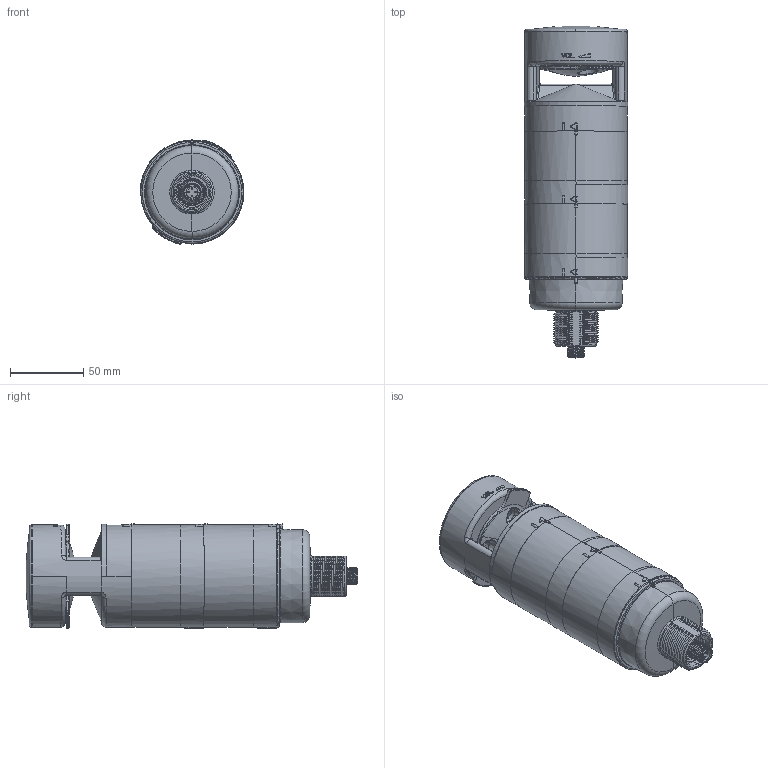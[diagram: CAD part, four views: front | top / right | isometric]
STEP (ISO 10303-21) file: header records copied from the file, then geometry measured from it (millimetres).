
FILE_DESCRIPTION((''),'2;1');
FILE_NAME('181450_ASM','2014-08-08T',('pdmadmin'),(''),'PRO/ENGINEER BY PARAMETRIC TECHNOLOGY CORPORATION, 2013230','PRO/ENGINEER BY PARAMETRIC TECHNOLOGY CORPORATION, 2013230','');
FILE_SCHEMA(('CONFIG_CONTROL_DESIGN'));
Length unit declared in the file: millimetre
Products named in the file (9): 180077; 180482; 08427; 179879; 179880; 180306; 180307; 180308; 181450_ASM
Assembly tree (10 placements, depth 2):
  181450_ASM
    180077
    180482
    08427
    179879  x2
    179880  x2
    180306
    180307
    180308
Bounding box: 71 x 226.91 x 71.25 mm (x, y, z)
Volume: 210074 mm3; surface area: 154864.1 mm2
Topology: 10 solids, 13 shells, 2607 faces, 6416 edges, 3877 vertices
Faces by surface type: bspline 771, cylinder 758, plane 490, torus 246, cone 204, sphere 112, extrusion 22, revolution 4
Entity records: 113737 total; most frequent: CARTESIAN_POINT 70298, ORIENTED_EDGE 9990, DIRECTION 7818, EDGE_CURVE 4999, AXIS2_PLACEMENT_3D 3243, VERTEX_POINT 3053, EDGE_LOOP 2120, FACE_OUTER_BOUND 2016
